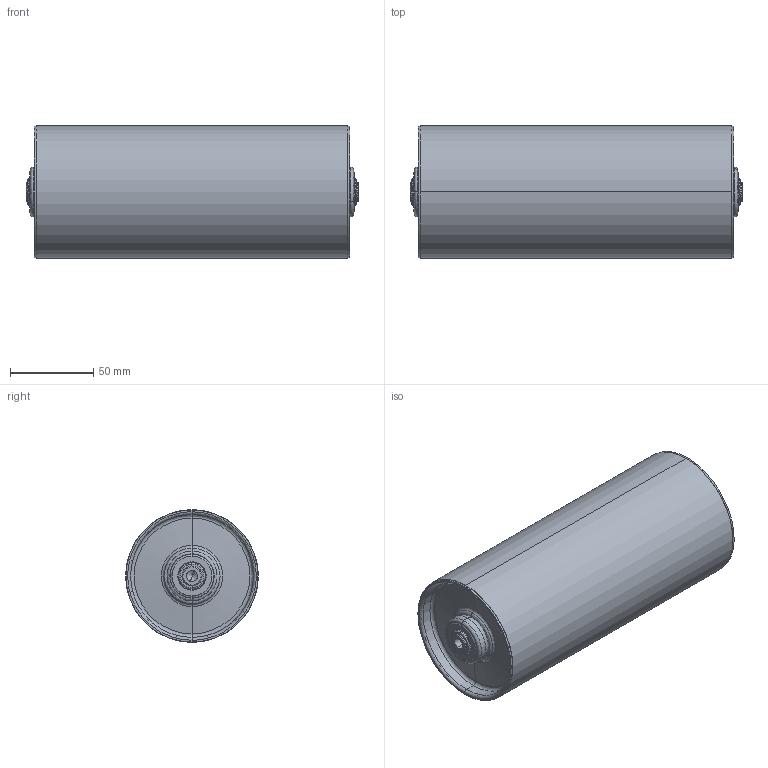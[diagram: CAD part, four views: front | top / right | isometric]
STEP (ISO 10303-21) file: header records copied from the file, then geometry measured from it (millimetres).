
FILE_DESCRIPTION (( 'STEP AP214' ), '1' );
FILE_NAME ('0022786.step', '2022-09-30T11:21:07', ( '' ), ( '' ), 'SwSTEP 2.0', 'SolidWorks 2020', '' );
FILE_SCHEMA (( 'AUTOMOTIVE_DESIGN' ));
Length unit declared in the file: millimetre
Products named in the file (1): 0022786
Bounding box: 200 x 80 x 80 mm (x, y, z)
Volume: 134460.4 mm3; surface area: 140655.6 mm2
Topology: 18 solids, 18 shells, 438 faces, 1130 edges, 666 vertices
Faces by surface type: bspline 200, cylinder 90, plane 80, cone 68
Entity records: 24785 total; most frequent: CARTESIAN_POINT 10321, ORIENTED_EDGE 2108, DIRECTION 1900, EDGE_CURVE 1054, AXIS2_PLACEMENT_3D 895, VERTEX_POINT 666, CIRCLE 656, EDGE_LOOP 470
